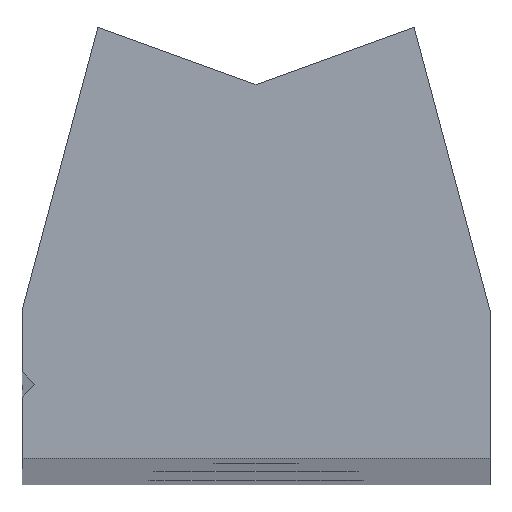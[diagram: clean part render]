
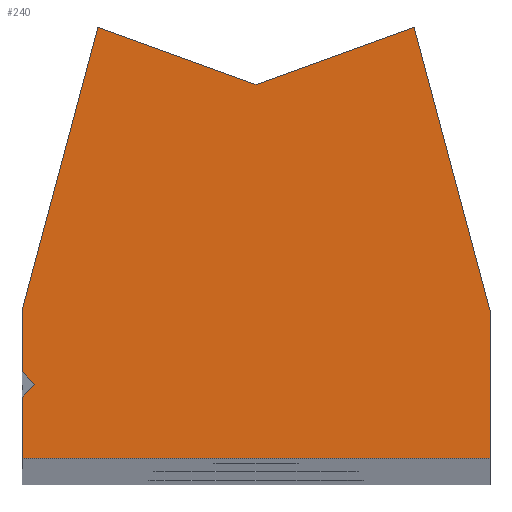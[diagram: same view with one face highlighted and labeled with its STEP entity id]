
A CAD part, top view. The second image highlights one B-rep face of the part: STEP entity #240.
In plain terms, the highlighted planar face has unit normal (0, 0, 1).
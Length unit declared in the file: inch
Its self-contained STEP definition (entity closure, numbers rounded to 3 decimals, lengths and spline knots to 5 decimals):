
#10 = CARTESIAN_POINT ( 'NONE',  ( -0.125, 0.341, 0. ) ) ;
#34 = DIRECTION ( 'NONE',  ( -0.707, -0.707, 0. ) ) ;
#43 = LINE ( 'NONE', #993, #867 ) ;
#47 = LINE ( 'NONE', #529, #604 ) ;
#51 = VERTEX_POINT ( 'NONE', #327 ) ;
#85 = VERTEX_POINT ( 'NONE', #494 ) ;
#94 = LINE ( 'NONE', #546, #514 ) ;
#128 = PLANE ( 'NONE',  #325 ) ;
#137 = DIRECTION ( 'NONE',  ( 0., 0., 1. ) ) ;
#140 = EDGE_CURVE ( 'NONE', #85, #372, #858, .T. ) ;
#157 = EDGE_CURVE ( 'NONE', #609, #85, #617, .T. ) ;
#166 = VECTOR ( 'NONE', #849, 39.37008 ) ;
#186 = LINE ( 'NONE', #344, #890 ) ;
#202 = DIRECTION ( 'NONE',  ( 0.707, -0.707, 0. ) ) ;
#214 = LINE ( 'NONE', #531, #166 ) ;
#230 = VECTOR ( 'NONE', #202, 39.37008 ) ;
#232 = CARTESIAN_POINT ( 'NONE',  ( 0., 0.2955, 0. ) ) ;
#240 = ADVANCED_FACE ( 'NONE', ( #511 ), #128, .T. ) ;
#243 = DIRECTION ( 'NONE',  ( -0.259, -0.966, 0. ) ) ;
#260 = EDGE_CURVE ( 'NONE', #646, #461, #47, .T. ) ;
#281 = CARTESIAN_POINT ( 'NONE',  ( 0., 0., 0. ) ) ;
#320 = DIRECTION ( 'NONE',  ( -0.259, 0.966, 0. ) ) ;
#324 = ORIENTED_EDGE ( 'NONE', *, *, #140, .T. ) ;
#325 = AXIS2_PLACEMENT_3D ( 'NONE', #281, #137, #345 ) ;
#327 = CARTESIAN_POINT ( 'NONE',  ( -0.175, 0.0585, 0. ) ) ;
#344 = CARTESIAN_POINT ( 'NONE',  ( -0.175, 0.0585, 0. ) ) ;
#345 = DIRECTION ( 'NONE',  ( 1., 0., 0. ) ) ;
#348 = DIRECTION ( 'NONE',  ( -0.94, -0.342, 0. ) ) ;
#349 = DIRECTION ( 'NONE',  ( 0., 1., 0. ) ) ;
#372 = VERTEX_POINT ( 'NONE', #658 ) ;
#378 = CARTESIAN_POINT ( 'NONE',  ( -0.185, 0.11708, 0. ) ) ;
#457 = EDGE_CURVE ( 'NONE', #935, #852, #43, .T. ) ;
#461 = VERTEX_POINT ( 'NONE', #907 ) ;
#469 = DIRECTION ( 'NONE',  ( -0.94, 0.342, 0. ) ) ;
#482 = CARTESIAN_POINT ( 'NONE',  ( 0.125, 0.341, 0. ) ) ;
#491 = EDGE_CURVE ( 'NONE', #585, #646, #214, .T. ) ;
#494 = CARTESIAN_POINT ( 'NONE',  ( -0.185, 0.11708, 0. ) ) ;
#498 = VERTEX_POINT ( 'NONE', #519 ) ;
#511 = FACE_OUTER_BOUND ( 'NONE', #1020, .T. ) ;
#514 = VECTOR ( 'NONE', #469, 39.37008 ) ;
#519 = CARTESIAN_POINT ( 'NONE',  ( 0.185, 0.11708, 0. ) ) ;
#529 = CARTESIAN_POINT ( 'NONE',  ( -2.5, 0., 0. ) ) ;
#531 = CARTESIAN_POINT ( 'NONE',  ( -0.185, 0.0485, 0. ) ) ;
#535 = CARTESIAN_POINT ( 'NONE',  ( 0.185, 0., 0. ) ) ;
#546 = CARTESIAN_POINT ( 'NONE',  ( 0., 0.2955, 0. ) ) ;
#561 = EDGE_CURVE ( 'NONE', #461, #498, #910, .T. ) ;
#585 = VERTEX_POINT ( 'NONE', #679 ) ;
#604 = VECTOR ( 'NONE', #919, 39.37008 ) ;
#609 = VERTEX_POINT ( 'NONE', #1001 ) ;
#617 = LINE ( 'NONE', #10, #854 ) ;
#620 = ORIENTED_EDGE ( 'NONE', *, *, #1008, .T. ) ;
#629 = EDGE_CURVE ( 'NONE', #498, #935, #843, .T. ) ;
#646 = VERTEX_POINT ( 'NONE', #804 ) ;
#648 = CARTESIAN_POINT ( 'NONE',  ( 0.185, 0.11708, 0. ) ) ;
#658 = CARTESIAN_POINT ( 'NONE',  ( -0.185, 0.0685, 0. ) ) ;
#665 = LINE ( 'NONE', #815, #230 ) ;
#678 = ORIENTED_EDGE ( 'NONE', *, *, #981, .T. ) ;
#679 = CARTESIAN_POINT ( 'NONE',  ( -0.185, 0.0485, 0. ) ) ;
#730 = VECTOR ( 'NONE', #861, 39.37008 ) ;
#781 = ORIENTED_EDGE ( 'NONE', *, *, #561, .T. ) ;
#785 = VECTOR ( 'NONE', #320, 39.37008 ) ;
#804 = CARTESIAN_POINT ( 'NONE',  ( -0.185, 0., 0. ) ) ;
#815 = CARTESIAN_POINT ( 'NONE',  ( -0.185, 0.0685, 0. ) ) ;
#842 = ORIENTED_EDGE ( 'NONE', *, *, #157, .T. ) ;
#843 = LINE ( 'NONE', #648, #785 ) ;
#849 = DIRECTION ( 'NONE',  ( 0., -1., 0. ) ) ;
#852 = VERTEX_POINT ( 'NONE', #232 ) ;
#854 = VECTOR ( 'NONE', #243, 39.37008 ) ;
#857 = ORIENTED_EDGE ( 'NONE', *, *, #491, .T. ) ;
#858 = LINE ( 'NONE', #378, #730 ) ;
#861 = DIRECTION ( 'NONE',  ( 0., -1., 0. ) ) ;
#864 = ORIENTED_EDGE ( 'NONE', *, *, #947, .T. ) ;
#867 = VECTOR ( 'NONE', #348, 39.37008 ) ;
#890 = VECTOR ( 'NONE', #34, 39.37008 ) ;
#907 = CARTESIAN_POINT ( 'NONE',  ( 0.185, 0., 0. ) ) ;
#910 = LINE ( 'NONE', #535, #912 ) ;
#912 = VECTOR ( 'NONE', #349, 39.37008 ) ;
#919 = DIRECTION ( 'NONE',  ( 1., 0., 0. ) ) ;
#935 = VERTEX_POINT ( 'NONE', #482 ) ;
#947 = EDGE_CURVE ( 'NONE', #852, #609, #94, .T. ) ;
#949 = ORIENTED_EDGE ( 'NONE', *, *, #457, .T. ) ;
#972 = ORIENTED_EDGE ( 'NONE', *, *, #260, .T. ) ;
#981 = EDGE_CURVE ( 'NONE', #51, #585, #186, .T. ) ;
#993 = CARTESIAN_POINT ( 'NONE',  ( 0.125, 0.341, 0. ) ) ;
#998 = ORIENTED_EDGE ( 'NONE', *, *, #629, .T. ) ;
#1001 = CARTESIAN_POINT ( 'NONE',  ( -0.125, 0.341, 0. ) ) ;
#1008 = EDGE_CURVE ( 'NONE', #372, #51, #665, .T. ) ;
#1020 = EDGE_LOOP ( 'NONE', ( #324, #620, #678, #857, #972, #781, #998, #949, #864, #842 ) ) ;
